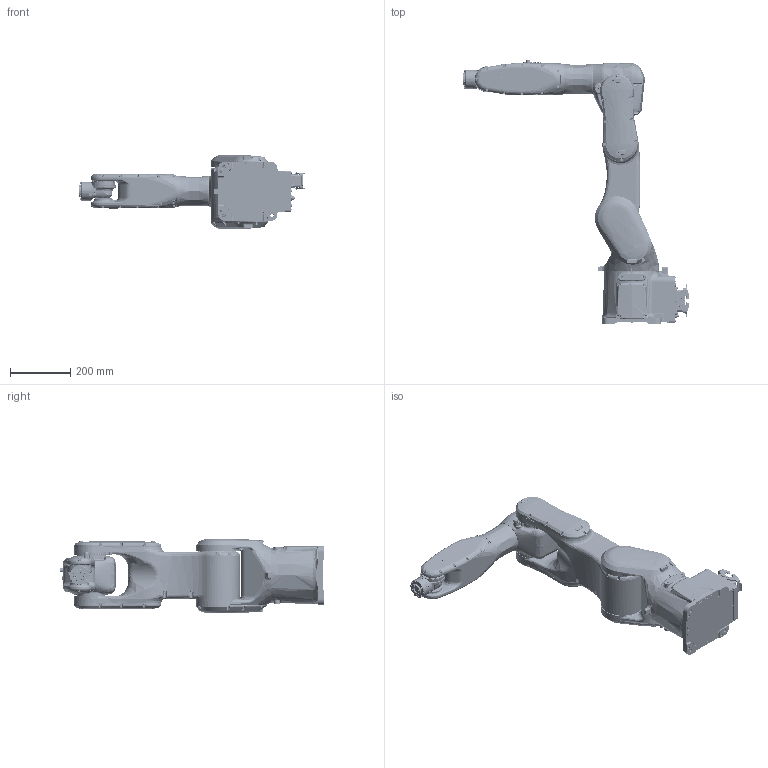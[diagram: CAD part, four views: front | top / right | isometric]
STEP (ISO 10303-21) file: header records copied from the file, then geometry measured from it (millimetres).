
FILE_DESCRIPTION (( 'STEP AP203' ), '1' );
FILE_NAME ('LR8-R900 杅耀拸LOGO.STEP', '2021-06-28T08:29:23', ( '' ), ( '' ), 'SwSTEP 2.0', 'SolidWorks 2017', '' );
FILE_SCHEMA (( 'CONFIG_CONTROL_DESIGN' ));
Products named in the file (8): 葩璃 忒勂极^LR8-R900 杅耀; 复件 加长手腕部分logo^LR8-R900 数模; 复件 底座模型^LR8-R900 数模; 复件 末端法兰^LR8-R900 数模; 复件 大臂部分^LR8-R900 数模; 复件 转座部分^LR8-R900 数模; 葩璃 萇儂釱^LR8-R900 杅耀; LR8-R900 杅耀拸LOGO
Assembly tree (7 placements, depth 2):
  LR8-R900 杅耀拸LOGO
    复件 底座模型^LR8-R900 数模
    复件 大臂部分^LR8-R900 数模
    葩璃 萇儂釱^LR8-R900 杅耀
    复件 末端法兰^LR8-R900 数模
    葩璃 忒勂极^LR8-R900 杅耀
    复件 转座部分^LR8-R900 数模
    复件 加长手腕部分logo^LR8-R900 数模
Bounding box: 749.9 x 873 x 247 mm (x, y, z)
Volume: 26306890.7 mm3; surface area: 1400655.5 mm2
Topology: 49 solids, 49 shells, 7293 faces, 18810 edges, 11755 vertices
Faces by surface type: bspline 2463, plane 2373, cylinder 1794, cone 586, sphere 77
Entity records: 420573 total; most frequent: CARTESIAN_POINT 268277, ORIENTED_EDGE 37310, DIRECTION 23374, EDGE_CURVE 18655, VERTEX_POINT 11742, AXIS2_PLACEMENT_3D 8529, EDGE_LOOP 7697, B_SPLINE_CURVE_WITH_KNOTS 7455
